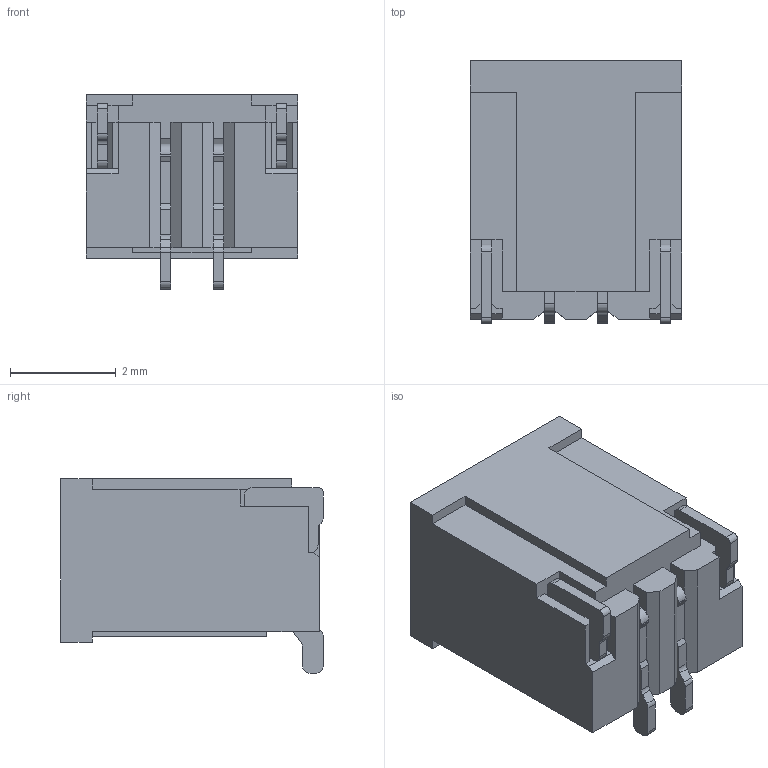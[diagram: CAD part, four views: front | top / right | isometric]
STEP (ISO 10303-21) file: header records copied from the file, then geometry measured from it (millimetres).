
FILE_DESCRIPTION((''),'2;1');
FILE_NAME('JS-1254-02','2018-05-09T',('csrd01'),(''),'CREO PARAMETRIC BY PTC INC, 2017300','CREO PARAMETRIC BY PTC INC, 2017300','');
FILE_SCHEMA(('CONFIG_CONTROL_DESIGN'));
Length unit declared in the file: millimetre
Products named in the file (1): JS-1254-02
Bounding box: 4 x 4.98 x 3.69 mm (x, y, z)
Volume: 40.3 mm3; surface area: 153.7 mm2
Topology: 1 solids, 12 shells, 285 faces, 725 edges, 470 vertices
Faces by surface type: plane 225, cylinder 60
Entity records: 8549 total; most frequent: CARTESIAN_POINT 1570, ORIENTED_EDGE 1450, DIRECTION 1395, EDGE_CURVE 725, VECTOR 593, LINE 593, VERTEX_POINT 470, AXIS2_PLACEMENT_3D 401
